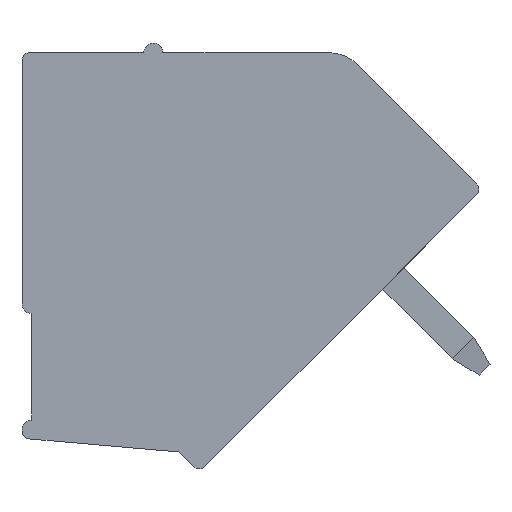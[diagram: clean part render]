
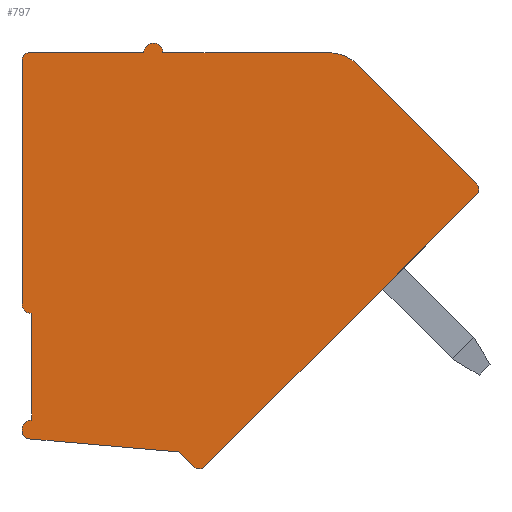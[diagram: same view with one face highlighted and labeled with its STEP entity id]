
A CAD part, front view. The second image highlights one B-rep face of the part: STEP entity #797.
In plain terms, the highlighted planar face has unit normal (0, -1, 0).
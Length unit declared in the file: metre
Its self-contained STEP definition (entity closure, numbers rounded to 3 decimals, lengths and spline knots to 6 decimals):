
#797 = ADVANCED_FACE( '', ( #1835 ), #1836, .T. );
#1835 = FACE_OUTER_BOUND( '', #3111, .T. );
#1836 = PLANE( '', #3112 );
#3111 = EDGE_LOOP( '', ( #5427, #5428, #5429, #5430, #5431, #5432, #5433, #5434, #5435, #5436, #5437, #5438, #5439, #5440, #5441, #5442, #5443 ) );
#3112 = AXIS2_PLACEMENT_3D( '', #5444, #5445, #5446 );
#5427 = ORIENTED_EDGE( '', *, *, #8141, .T. );
#5428 = ORIENTED_EDGE( '', *, *, #8236, .T. );
#5429 = ORIENTED_EDGE( '', *, *, #7761, .T. );
#5430 = ORIENTED_EDGE( '', *, *, #7866, .T. );
#5431 = ORIENTED_EDGE( '', *, *, #8477, .T. );
#5432 = ORIENTED_EDGE( '', *, *, #8418, .T. );
#5433 = ORIENTED_EDGE( '', *, *, #7721, .T. );
#5434 = ORIENTED_EDGE( '', *, *, #8478, .T. );
#5435 = ORIENTED_EDGE( '', *, *, #8475, .T. );
#5436 = ORIENTED_EDGE( '', *, *, #8479, .T. );
#5437 = ORIENTED_EDGE( '', *, *, #8480, .T. );
#5438 = ORIENTED_EDGE( '', *, *, #7756, .T. );
#5439 = ORIENTED_EDGE( '', *, *, #8092, .T. );
#5440 = ORIENTED_EDGE( '', *, *, #8157, .T. );
#5441 = ORIENTED_EDGE( '', *, *, #7835, .T. );
#5442 = ORIENTED_EDGE( '', *, *, #8481, .T. );
#5443 = ORIENTED_EDGE( '', *, *, #8482, .T. );
#5444 = CARTESIAN_POINT( '', ( 0.0037, -0.002405, 0.0038 ) );
#5445 = DIRECTION( '', ( 0., -1., 0. ) );
#5446 = DIRECTION( '', ( 0., 0., -1. ) );
#7721 = EDGE_CURVE( '', #9284, #9289, #9291, .T. );
#7756 = EDGE_CURVE( '', #9345, #9350, #9352, .T. );
#7761 = EDGE_CURVE( '', #9354, #9359, #9361, .T. );
#7835 = EDGE_CURVE( '', #9482, #9487, #9489, .T. );
#7866 = EDGE_CURVE( '', #9359, #9543, #9545, .T. );
#8092 = EDGE_CURVE( '', #9350, #9912, #9914, .T. );
#8141 = EDGE_CURVE( '', #9987, #9992, #9994, .T. );
#8157 = EDGE_CURVE( '', #9912, #9482, #10018, .T. );
#8236 = EDGE_CURVE( '', #9992, #9354, #10139, .T. );
#8418 = EDGE_CURVE( '', #10410, #9284, #10411, .T. );
#8475 = EDGE_CURVE( '', #10485, #10489, #10491, .T. );
#8477 = EDGE_CURVE( '', #9543, #10410, #10493, .T. );
#8478 = EDGE_CURVE( '', #9289, #10485, #10494, .T. );
#8479 = EDGE_CURVE( '', #10489, #10495, #10496, .T. );
#8480 = EDGE_CURVE( '', #10495, #9345, #10497, .T. );
#8481 = EDGE_CURVE( '', #9487, #10498, #10499, .T. );
#8482 = EDGE_CURVE( '', #10498, #9987, #10500, .T. );
#9284 = VERTEX_POINT( '', #11505 );
#9289 = VERTEX_POINT( '', #11511 );
#9291 = CIRCLE( '', #11514, 0.0002 );
#9345 = VERTEX_POINT( '', #11592 );
#9350 = VERTEX_POINT( '', #11598 );
#9352 = CIRCLE( '', #11601, 0.0002 );
#9354 = VERTEX_POINT( '', #11603 );
#9359 = VERTEX_POINT( '', #11609 );
#9361 = CIRCLE( '', #11612, 0.00025 );
#9482 = VERTEX_POINT( '', #11785 );
#9487 = VERTEX_POINT( '', #11792 );
#9489 = LINE( '', #11795, #11796 );
#9543 = VERTEX_POINT( '', #11877 );
#9545 = LINE( '', #11880, #11881 );
#9912 = VERTEX_POINT( '', #12414 );
#9914 = LINE( '', #12417, #12418 );
#9987 = VERTEX_POINT( '', #12526 );
#9992 = VERTEX_POINT( '', #12532 );
#9994 = CIRCLE( '', #12535, 0.0002 );
#10018 = CIRCLE( '', #12569, 0.001 );
#10139 = LINE( '', #12747, #12748 );
#10410 = VERTEX_POINT( '', #13146 );
#10411 = LINE( '', #13147, #13148 );
#10485 = VERTEX_POINT( '', #13261 );
#10489 = VERTEX_POINT( '', #13267 );
#10491 = LINE( '', #13270, #13271 );
#10493 = CIRCLE( '', #13273, 0.00025 );
#10494 = LINE( '', #13274, #13275 );
#10495 = VERTEX_POINT( '', #13276 );
#10496 = CIRCLE( '', #13277, 0.0002 );
#10497 = LINE( '', #13278, #13279 );
#10498 = VERTEX_POINT( '', #13280 );
#10499 = CIRCLE( '', #13281, 0.00025 );
#10500 = LINE( '', #13282, #13283 );
#11505 = CARTESIAN_POINT( '', ( 0.0035, -0.002405, -0.005946 ) );
#11511 = CARTESIAN_POINT( '', ( 0.003683, -0.002405, -0.006145 ) );
#11514 = AXIS2_PLACEMENT_3D( '', #14456, #14457, #14458 );
#11592 = CARTESIAN_POINT( '', ( 0.015442, -0.002405, 0.000269 ) );
#11598 = CARTESIAN_POINT( '', ( 0.015442, -0.002405, 0.000551 ) );
#11601 = AXIS2_PLACEMENT_3D( '', #14488, #14489, #14490 );
#11603 = CARTESIAN_POINT( '', ( 0.0035, -0.002405, -0.0026 ) );
#11609 = CARTESIAN_POINT( '', ( 0.00375, -0.002405, -0.00285 ) );
#11612 = AXIS2_PLACEMENT_3D( '', #14496, #14497, #14498 );
#11785 = CARTESIAN_POINT( '', ( 0.011579, -0.002405, 0.004 ) );
#11792 = CARTESIAN_POINT( '', ( 0.0072, -0.002405, 0.004 ) );
#11795 = CARTESIAN_POINT( '', ( 0.011579, -0.002405, 0.004 ) );
#11796 = VECTOR( '', #14566, 1. );
#11877 = CARTESIAN_POINT( '', ( 0.00375, -0.002405, -0.00565 ) );
#11880 = CARTESIAN_POINT( '', ( 0.00375, -0.002405, -0.00565 ) );
#11881 = VECTOR( '', #14596, 1. );
#12414 = CARTESIAN_POINT( '', ( 0.012286, -0.002405, 0.003707 ) );
#12417 = CARTESIAN_POINT( '', ( 0.015442, -0.002405, 0.000551 ) );
#12418 = VECTOR( '', #14813, 1. );
#12526 = CARTESIAN_POINT( '', ( 0.0037, -0.002405, 0.004 ) );
#12532 = CARTESIAN_POINT( '', ( 0.0035, -0.002405, 0.0038 ) );
#12535 = AXIS2_PLACEMENT_3D( '', #14857, #14858, #14859 );
#12569 = AXIS2_PLACEMENT_3D( '', #14873, #14874, #14875 );
#12747 = CARTESIAN_POINT( '', ( 0.0035, -0.002405, 0.0038 ) );
#12748 = VECTOR( '', #14954, 1. );
#13146 = CARTESIAN_POINT( '', ( 0.0035, -0.002405, -0.005895 ) );
#13147 = CARTESIAN_POINT( '', ( 0.0035, -0.002405, -0.005895 ) );
#13148 = VECTOR( '', #15133, 1. );
#13261 = CARTESIAN_POINT( '', ( 0.007635, -0.002405, -0.006491 ) );
#13267 = CARTESIAN_POINT( '', ( 0.008017, -0.002405, -0.006873 ) );
#13270 = CARTESIAN_POINT( '', ( 0.007635, -0.002405, -0.006491 ) );
#13271 = VECTOR( '', #15180, 1. );
#13273 = AXIS2_PLACEMENT_3D( '', #15181, #15182, #15183 );
#13274 = CARTESIAN_POINT( '', ( 0.003683, -0.002405, -0.006145 ) );
#13275 = VECTOR( '', #15184, 1. );
#13276 = CARTESIAN_POINT( '', ( 0.0083, -0.002405, -0.006873 ) );
#13277 = AXIS2_PLACEMENT_3D( '', #15185, #15186, #15187 );
#13278 = CARTESIAN_POINT( '', ( 0.0083, -0.002405, -0.006873 ) );
#13279 = VECTOR( '', #15188, 1. );
#13280 = CARTESIAN_POINT( '', ( 0.0067, -0.002405, 0.004 ) );
#13281 = AXIS2_PLACEMENT_3D( '', #15189, #15190, #15191 );
#13282 = CARTESIAN_POINT( '', ( 0.0067, -0.002405, 0.004 ) );
#13283 = VECTOR( '', #15192, 1. );
#14456 = CARTESIAN_POINT( '', ( 0.0037, -0.002405, -0.005946 ) );
#14457 = DIRECTION( '', ( 0., -1., 0. ) );
#14458 = DIRECTION( '', ( 1., 0., 0. ) );
#14488 = CARTESIAN_POINT( '', ( 0.015301, -0.002405, 0.00041 ) );
#14489 = DIRECTION( '', ( 0., -1., 0. ) );
#14490 = DIRECTION( '', ( -1., 0., 0. ) );
#14496 = CARTESIAN_POINT( '', ( 0.00375, -0.002405, -0.0026 ) );
#14497 = DIRECTION( '', ( 0., -1., 0. ) );
#14498 = DIRECTION( '', ( 1., 0., 0. ) );
#14566 = DIRECTION( '', ( -1., 0., 0. ) );
#14596 = DIRECTION( '', ( 0., 0., -1. ) );
#14813 = DIRECTION( '', ( -0.707, 0., 0.707 ) );
#14857 = CARTESIAN_POINT( '', ( 0.0037, -0.002405, 0.0038 ) );
#14858 = DIRECTION( '', ( 0., -1., 0. ) );
#14859 = DIRECTION( '', ( 1., 0., 0. ) );
#14873 = CARTESIAN_POINT( '', ( 0.011579, -0.002405, 0.003 ) );
#14874 = DIRECTION( '', ( 0., -1., 0. ) );
#14875 = DIRECTION( '', ( 1., 0., 0. ) );
#14954 = DIRECTION( '', ( 0., 0., -1. ) );
#15133 = DIRECTION( '', ( 0., 0., -1. ) );
#15180 = DIRECTION( '', ( 0.707, 0., -0.707 ) );
#15181 = CARTESIAN_POINT( '', ( 0.00375, -0.002405, -0.0059 ) );
#15182 = DIRECTION( '', ( 0., -1., 0. ) );
#15183 = DIRECTION( '', ( 1., 0., 0. ) );
#15184 = DIRECTION( '', ( 0.996, 0., -0.087 ) );
#15185 = CARTESIAN_POINT( '', ( 0.008159, -0.002405, -0.006732 ) );
#15186 = DIRECTION( '', ( 0., -1., 0. ) );
#15187 = DIRECTION( '', ( 1., 0., 0. ) );
#15188 = DIRECTION( '', ( 0.707, 0., 0.707 ) );
#15189 = CARTESIAN_POINT( '', ( 0.00695, -0.002405, 0.004 ) );
#15190 = DIRECTION( '', ( 0., -1., 0. ) );
#15191 = DIRECTION( '', ( 1., 0., 0. ) );
#15192 = DIRECTION( '', ( -1., 0., 0. ) );
